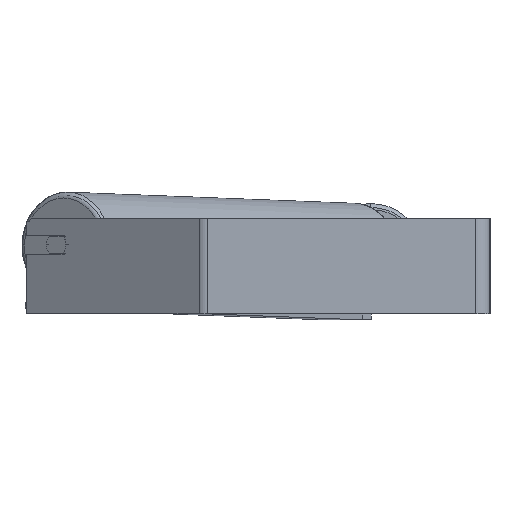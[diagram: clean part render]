
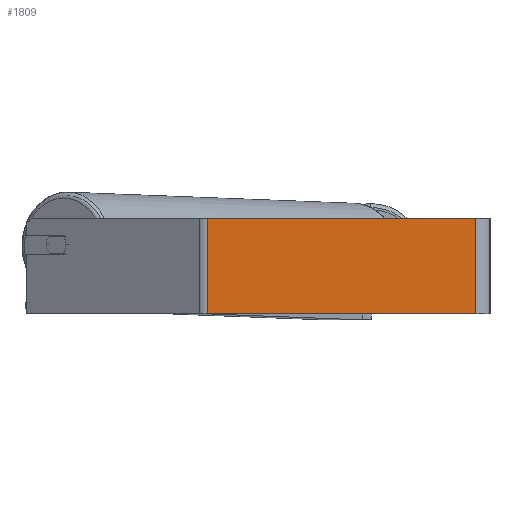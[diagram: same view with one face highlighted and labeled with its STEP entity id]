
A CAD part, left-side view. The second image highlights one B-rep face of the part: STEP entity #1809.
In plain terms, the highlighted planar face has unit normal (-1, 0, 0).
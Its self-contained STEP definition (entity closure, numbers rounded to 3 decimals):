
#280 = DIRECTION ( 'NONE',  ( 0., 0., -1. ) ) ;
#706 = EDGE_CURVE ( 'NONE', #6720, #3664, #3269, .T. ) ;
#1244 = EDGE_LOOP ( 'NONE', ( #2992, #4723, #7659, #3141 ) ) ;
#1542 = DIRECTION ( 'NONE',  ( 1., 0., 0. ) ) ;
#1699 = CARTESIAN_POINT ( 'NONE',  ( -700., 12., 40. ) ) ;
#1809 = ADVANCED_FACE ( 'NONE', ( #2340 ), #5096, .F. ) ;
#2020 = DIRECTION ( 'NONE',  ( 0., -1., 0. ) ) ;
#2340 = FACE_OUTER_BOUND ( 'NONE', #1244, .T. ) ;
#2676 = LINE ( 'NONE', #9284, #5372 ) ;
#2992 = ORIENTED_EDGE ( 'NONE', *, *, #4251, .T. ) ;
#3097 = CARTESIAN_POINT ( 'NONE',  ( -700., 241.21, 40. ) ) ;
#3141 = ORIENTED_EDGE ( 'NONE', *, *, #706, .T. ) ;
#3269 = LINE ( 'NONE', #5604, #4991 ) ;
#3442 = VERTEX_POINT ( 'NONE', #4653 ) ;
#3664 = VERTEX_POINT ( 'NONE', #8782 ) ;
#3760 = CARTESIAN_POINT ( 'NONE',  ( -700., 237.427, 40. ) ) ;
#4251 = EDGE_CURVE ( 'NONE', #3664, #4597, #2676, .T. ) ;
#4367 = VECTOR ( 'NONE', #2020, 1000. ) ;
#4597 = VERTEX_POINT ( 'NONE', #8149 ) ;
#4653 = CARTESIAN_POINT ( 'NONE',  ( -700., 12., 40. ) ) ;
#4723 = ORIENTED_EDGE ( 'NONE', *, *, #5852, .F. ) ;
#4789 = DIRECTION ( 'NONE',  ( 0., 0., -1. ) ) ;
#4991 = VECTOR ( 'NONE', #4789, 1000. ) ;
#5096 = PLANE ( 'NONE',  #7139 ) ;
#5372 = VECTOR ( 'NONE', #8562, 1000. ) ;
#5604 = CARTESIAN_POINT ( 'NONE',  ( -700., 237.427, 40. ) ) ;
#5719 = CARTESIAN_POINT ( 'NONE',  ( -700., 241.21, 40. ) ) ;
#5852 = EDGE_CURVE ( 'NONE', #3442, #4597, #6726, .T. ) ;
#6477 = VECTOR ( 'NONE', #280, 1000. ) ;
#6543 = EDGE_CURVE ( 'NONE', #6720, #3442, #9287, .T. ) ;
#6720 = VERTEX_POINT ( 'NONE', #3760 ) ;
#6726 = LINE ( 'NONE', #1699, #6477 ) ;
#7139 = AXIS2_PLACEMENT_3D ( 'NONE', #3097, #1542, #7996 ) ;
#7659 = ORIENTED_EDGE ( 'NONE', *, *, #6543, .F. ) ;
#7996 = DIRECTION ( 'NONE',  ( 0., 0., -1. ) ) ;
#8149 = CARTESIAN_POINT ( 'NONE',  ( -700., 12., -40. ) ) ;
#8562 = DIRECTION ( 'NONE',  ( 0., -1., 0. ) ) ;
#8782 = CARTESIAN_POINT ( 'NONE',  ( -700., 237.427, -40. ) ) ;
#9284 = CARTESIAN_POINT ( 'NONE',  ( -700., 241.21, -40. ) ) ;
#9287 = LINE ( 'NONE', #5719, #4367 ) ;
